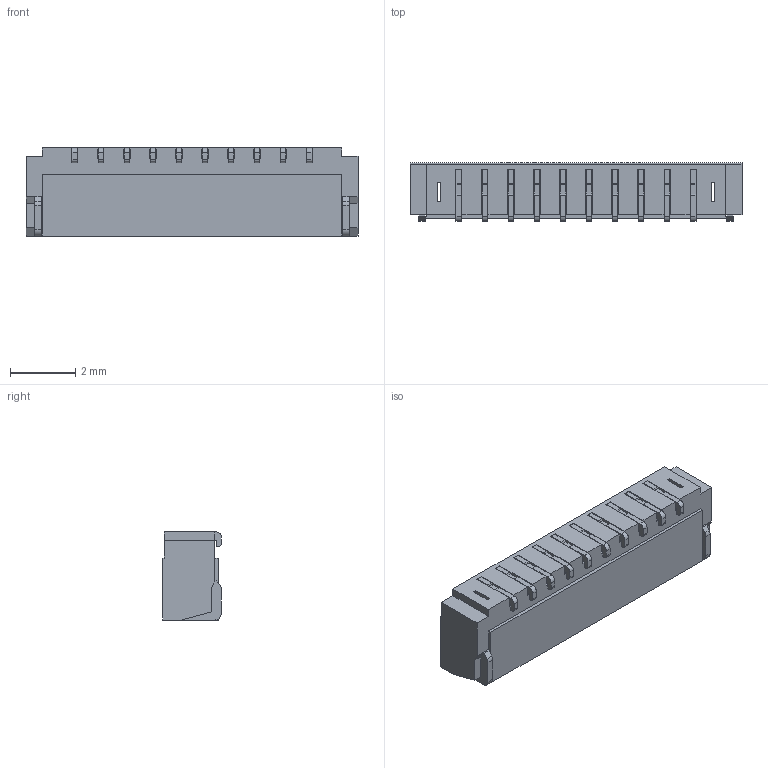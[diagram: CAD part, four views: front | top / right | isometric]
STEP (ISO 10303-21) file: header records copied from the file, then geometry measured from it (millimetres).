
FILE_DESCRIPTION (( 'STEP AP214' ), '1' );
FILE_NAME ('FWF08002-S10B13W5M-REF .STEP', '2025-02-26T01:27:53', ( '' ), ( '' ), 'SwSTEP 2.0', 'SolidWorks 2021', '' );
FILE_SCHEMA (( 'AUTOMOTIVE_DESIGN' ));
Length unit declared in the file: millimetre
Products named in the file (1): FWF08002-S10B13W5M-REF 
Bounding box: 10.18 x 1.8 x 2.7 mm (x, y, z)
Volume: 27.1 mm3; surface area: 195.3 mm2
Topology: 1 solids, 1 shells, 391 faces, 1330 edges, 870 vertices
Faces by surface type: plane 327, cylinder 64
Entity records: 14374 total; most frequent: ORIENTED_EDGE 2660, CARTESIAN_POINT 2592, DIRECTION 2242, EDGE_CURVE 1330, LINE 1202, VECTOR 1202, VERTEX_POINT 870, AXIS2_PLACEMENT_3D 520
